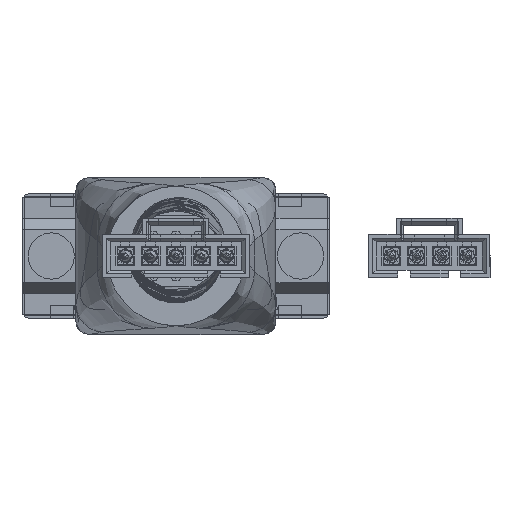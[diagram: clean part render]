
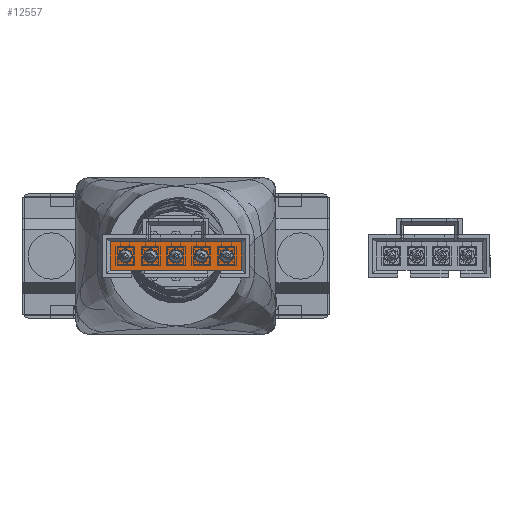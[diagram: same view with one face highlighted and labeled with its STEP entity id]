
A CAD part, front view. The second image highlights one B-rep face of the part: STEP entity #12557.
In plain terms, the highlighted face is planar.
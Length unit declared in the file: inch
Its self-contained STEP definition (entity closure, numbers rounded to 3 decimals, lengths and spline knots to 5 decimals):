
#424=CIRCLE('',#13220,0.025);
#425=CIRCLE('',#13226,0.025);
#426=CIRCLE('',#13232,0.025);
#427=CIRCLE('',#13238,0.025);
#428=CIRCLE('',#13244,0.025);
#841=FACE_BOUND('',#1786,.T.);
#842=FACE_BOUND('',#1787,.T.);
#843=FACE_BOUND('',#1788,.T.);
#844=FACE_BOUND('',#1789,.T.);
#845=FACE_BOUND('',#1790,.T.);
#1053=FACE_OUTER_BOUND('',#1785,.T.);
#1785=EDGE_LOOP('',(#8894,#8895,#8896,#8897,#8898,#8899,#8900,#8901));
#1786=EDGE_LOOP('',(#8902));
#1787=EDGE_LOOP('',(#8903));
#1788=EDGE_LOOP('',(#8904));
#1789=EDGE_LOOP('',(#8905));
#1790=EDGE_LOOP('',(#8906));
#2896=LINE('',#18248,#4332);
#2897=LINE('',#18250,#4333);
#2900=LINE('',#18255,#4336);
#2903=LINE('',#18260,#4339);
#2904=LINE('',#18263,#4340);
#2906=LINE('',#18267,#4342);
#2907=LINE('',#18269,#4343);
#2908=LINE('',#18270,#4344);
#4332=VECTOR('',#14664,0.05);
#4333=VECTOR('',#14665,0.05);
#4336=VECTOR('',#14672,0.25);
#4339=VECTOR('',#14677,0.085);
#4340=VECTOR('',#14680,0.085);
#4342=VECTOR('',#14684,0.112);
#4343=VECTOR('',#14685,0.52);
#4344=VECTOR('',#14686,0.112);
#5510=VERTEX_POINT('',#17689);
#5515=VERTEX_POINT('',#17700);
#5520=VERTEX_POINT('',#17711);
#5525=VERTEX_POINT('',#17722);
#5530=VERTEX_POINT('',#17733);
#5705=VERTEX_POINT('',#18155);
#5712=VERTEX_POINT('',#18177);
#5737=VERTEX_POINT('',#18246);
#5738=VERTEX_POINT('',#18249);
#5739=VERTEX_POINT('',#18258);
#5740=VERTEX_POINT('',#18262);
#5741=VERTEX_POINT('',#18266);
#5742=VERTEX_POINT('',#18268);
#6707=EDGE_CURVE('',#5510,#5510,#424,.T.);
#6712=EDGE_CURVE('',#5515,#5515,#425,.T.);
#6717=EDGE_CURVE('',#5520,#5520,#426,.T.);
#6722=EDGE_CURVE('',#5525,#5525,#427,.T.);
#6727=EDGE_CURVE('',#5530,#5530,#428,.T.);
#6988=EDGE_CURVE('',#5737,#5705,#2896,.T.);
#6989=EDGE_CURVE('',#5712,#5738,#2897,.T.);
#6992=EDGE_CURVE('',#5712,#5705,#2900,.T.);
#6995=EDGE_CURVE('',#5737,#5739,#2903,.T.);
#6996=EDGE_CURVE('',#5740,#5738,#2904,.T.);
#6998=EDGE_CURVE('',#5739,#5741,#2906,.T.);
#6999=EDGE_CURVE('',#5741,#5742,#2907,.T.);
#7000=EDGE_CURVE('',#5742,#5740,#2908,.T.);
#8894=ORIENTED_EDGE('',*,*,#6992,.T.);
#8895=ORIENTED_EDGE('',*,*,#6988,.F.);
#8896=ORIENTED_EDGE('',*,*,#6995,.T.);
#8897=ORIENTED_EDGE('',*,*,#6998,.T.);
#8898=ORIENTED_EDGE('',*,*,#6999,.T.);
#8899=ORIENTED_EDGE('',*,*,#7000,.T.);
#8900=ORIENTED_EDGE('',*,*,#6996,.T.);
#8901=ORIENTED_EDGE('',*,*,#6989,.F.);
#8902=ORIENTED_EDGE('',*,*,#6707,.T.);
#8903=ORIENTED_EDGE('',*,*,#6712,.T.);
#8904=ORIENTED_EDGE('',*,*,#6717,.T.);
#8905=ORIENTED_EDGE('',*,*,#6722,.T.);
#8906=ORIENTED_EDGE('',*,*,#6727,.T.);
#12011=PLANE('',#13297);
#12557=ADVANCED_FACE('',(#1053,#841,#842,#843,#844,#845),#12011,.T.);
#13220=AXIS2_PLACEMENT_3D('',#17690,#14260,#14261);
#13226=AXIS2_PLACEMENT_3D('',#17701,#14272,#14273);
#13232=AXIS2_PLACEMENT_3D('',#17712,#14284,#14285);
#13238=AXIS2_PLACEMENT_3D('',#17723,#14296,#14297);
#13244=AXIS2_PLACEMENT_3D('',#17734,#14308,#14309);
#13297=AXIS2_PLACEMENT_3D('',#18265,#14682,#14683);
#14260=DIRECTION('center_axis',(0.,0.,-1.));
#14261=DIRECTION('ref_axis',(-1.,0.,0.));
#14272=DIRECTION('center_axis',(0.,0.,-1.));
#14273=DIRECTION('ref_axis',(-1.,0.,0.));
#14284=DIRECTION('center_axis',(0.,0.,-1.));
#14285=DIRECTION('ref_axis',(-1.,0.,0.));
#14296=DIRECTION('center_axis',(0.,0.,-1.));
#14297=DIRECTION('ref_axis',(-1.,0.,0.));
#14308=DIRECTION('center_axis',(0.,0.,-1.));
#14309=DIRECTION('ref_axis',(-1.,0.,0.));
#14664=DIRECTION('',(-1.,0.,0.));
#14665=DIRECTION('',(-1.,0.,0.));
#14672=DIRECTION('',(1.,0.,0.));
#14677=DIRECTION('',(1.,0.,0.));
#14680=DIRECTION('',(1.,0.,0.));
#14682=DIRECTION('center_axis',(0.,0.,1.));
#14683=DIRECTION('ref_axis',(1.,0.,0.));
#14684=DIRECTION('',(0.,1.,0.));
#14685=DIRECTION('',(-1.,0.,0.));
#14686=DIRECTION('',(0.,-1.,0.));
#17689=CARTESIAN_POINT('',(0.125,0.,0.1275));
#17690=CARTESIAN_POINT('Origin',(0.1,0.,0.1275));
#17700=CARTESIAN_POINT('',(-0.075,0.,0.1275));
#17701=CARTESIAN_POINT('Origin',(-0.1,0.,0.1275));
#17711=CARTESIAN_POINT('',(-0.175,0.,0.1275));
#17712=CARTESIAN_POINT('Origin',(-0.2,0.,0.1275));
#17722=CARTESIAN_POINT('',(0.025,0.,0.1275));
#17723=CARTESIAN_POINT('Origin',(0.,0.,0.1275));
#17733=CARTESIAN_POINT('',(0.225,0.,0.1275));
#17734=CARTESIAN_POINT('Origin',(0.2,0.,0.1275));
#18155=CARTESIAN_POINT('',(0.125,-0.056,0.1275));
#18177=CARTESIAN_POINT('',(-0.125,-0.056,0.1275));
#18246=CARTESIAN_POINT('',(0.175,-0.056,0.1275));
#18248=CARTESIAN_POINT('',(0.175,-0.056,0.1275));
#18249=CARTESIAN_POINT('',(-0.175,-0.056,0.1275));
#18250=CARTESIAN_POINT('',(-0.125,-0.056,0.1275));
#18255=CARTESIAN_POINT('',(-0.125,-0.056,0.1275));
#18258=CARTESIAN_POINT('',(0.26,-0.056,0.1275));
#18260=CARTESIAN_POINT('',(0.175,-0.056,0.1275));
#18262=CARTESIAN_POINT('',(-0.26,-0.056,0.1275));
#18263=CARTESIAN_POINT('',(-0.26,-0.056,0.1275));
#18265=CARTESIAN_POINT('Origin',(0.,0.,0.1275));
#18266=CARTESIAN_POINT('',(0.26,0.056,0.1275));
#18267=CARTESIAN_POINT('',(0.26,-0.056,0.1275));
#18268=CARTESIAN_POINT('',(-0.26,0.056,0.1275));
#18269=CARTESIAN_POINT('',(0.26,0.056,0.1275));
#18270=CARTESIAN_POINT('',(-0.26,0.056,0.1275));
